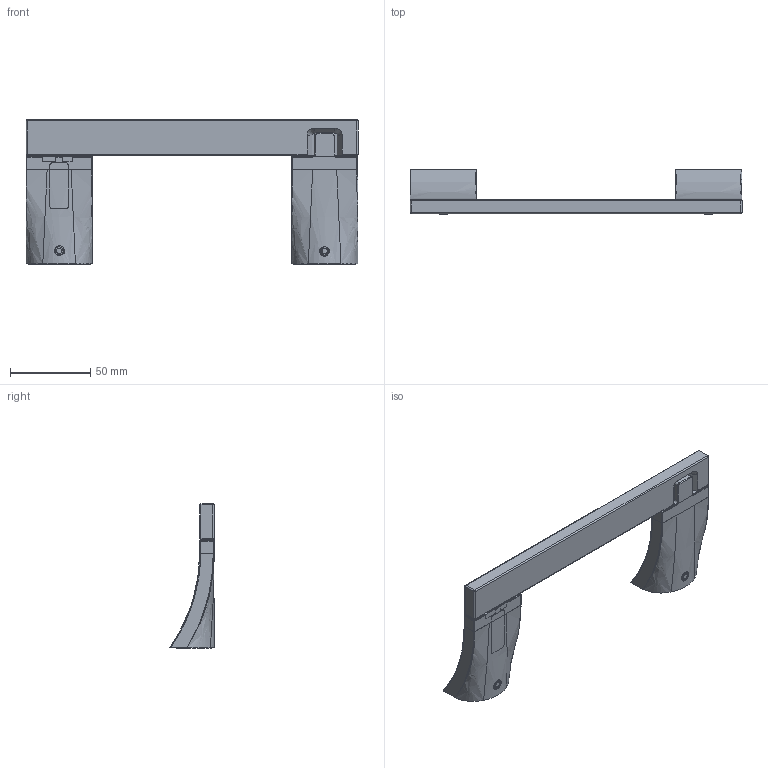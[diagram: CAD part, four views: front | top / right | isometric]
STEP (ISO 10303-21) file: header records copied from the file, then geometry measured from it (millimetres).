
FILE_DESCRIPTION((''),'2;1');
FILE_NAME('37-28_ASM','2012-01-30T',('ravindrashirol'),(''),'PRO/ENGINEER BY PARAMETRIC TECHNOLOGY CORPORATION, 2009300','PRO/ENGINEER BY PARAMETRIC TECHNOLOGY CORPORATION, 2009300','');
FILE_SCHEMA(('CONFIG_CONTROL_DESIGN'));
Length unit declared in the file: inch
Products named in the file (12): 40437; 40430; 92441; 91100; 40431; 91541; 92437; 92495; 92431; 92479; 92442; 37-28_ASM
Assembly tree (15 placements, depth 2):
  37-28_ASM
    40437
    40430
    92441  x3
    91100
    40431
    91541
    92437  x2
    92495  x2
    92431
    92479
    92442
Bounding box: 206.43 x 27.43 x 89.92 mm (x, y, z)
Volume: 106669.8 mm3; surface area: 60208.3 mm2
Topology: 15 solids, 21 shells, 877 faces, 2086 edges, 1246 vertices
Faces by surface type: cylinder 337, cone 203, plane 154, bspline 135, torus 28, sphere 20
Entity records: 43227 total; most frequent: CARTESIAN_POINT 28111, ORIENTED_EDGE 3330, DIRECTION 2664, EDGE_CURVE 1677, VERTEX_POINT 1024, AXIS2_PLACEMENT_3D 999, EDGE_LOOP 721, FACE_OUTER_BOUND 692
